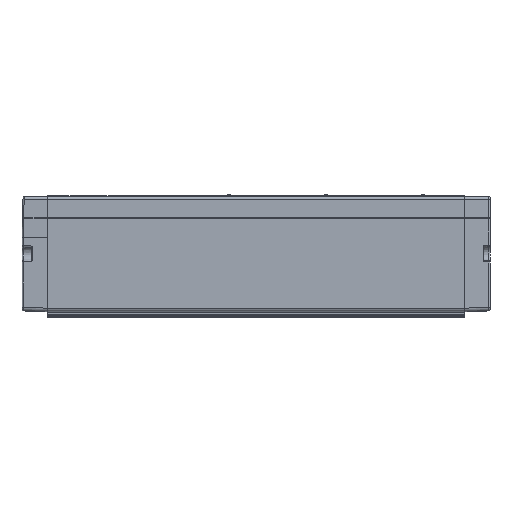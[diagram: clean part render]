
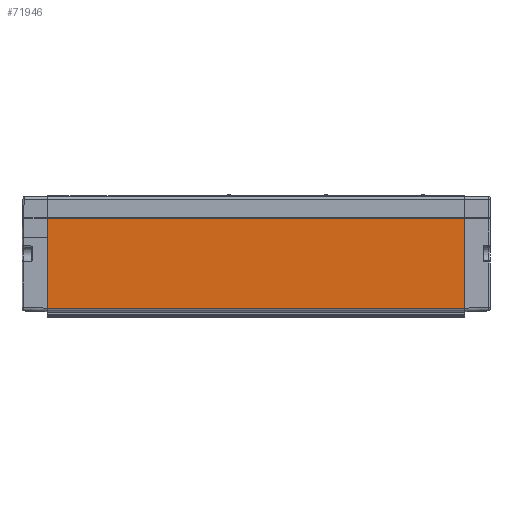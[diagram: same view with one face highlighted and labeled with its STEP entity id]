
A CAD part, front view. The second image highlights one B-rep face of the part: STEP entity #71946.
In plain terms, the highlighted planar face has unit normal (0, -1, 0).
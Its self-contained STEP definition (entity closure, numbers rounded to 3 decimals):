
#71926=AXIS2_PLACEMENT_3D('Plane Axis2P3D',#71923,#71924,#71925) ;
#69367=CARTESIAN_POINT('Vertex',(9.,-26.,3.7)) ;
#69370=CARTESIAN_POINT('Line Origine',(9.,-26.,23.15)) ;
#69374=CARTESIAN_POINT('Vertex',(9.,-26.,42.6)) ;
#71908=CARTESIAN_POINT('Vertex',(189.,-26.,3.7)) ;
#71911=CARTESIAN_POINT('Line Origine',(59.,-26.,3.7)) ;
#71923=CARTESIAN_POINT('Axis2P3D Location',(9.,-26.,2.2)) ;
#71928=CARTESIAN_POINT('Line Origine',(189.,-26.,23.15)) ;
#71932=CARTESIAN_POINT('Vertex',(189.,-26.,42.6)) ;
#71935=CARTESIAN_POINT('Line Origine',(99.,-26.,42.6)) ;
#69371=DIRECTION('Vector Direction',(0.,0.,1.)) ;
#71912=DIRECTION('Vector Direction',(1.,0.,0.)) ;
#71924=DIRECTION('Axis2P3D Direction',(0.,1.,0.)) ;
#71925=DIRECTION('Axis2P3D XDirection',(0.,0.,1.)) ;
#71929=DIRECTION('Vector Direction',(0.,0.,1.)) ;
#71936=DIRECTION('Vector Direction',(1.,0.,0.)) ;
#69372=VECTOR('Line Direction',#69371,1.) ;
#71913=VECTOR('Line Direction',#71912,1.) ;
#71930=VECTOR('Line Direction',#71929,1.) ;
#71937=VECTOR('Line Direction',#71936,1.) ;
#71941=ORIENTED_EDGE('',*,*,#71934,.T.) ;
#71942=ORIENTED_EDGE('',*,*,#71939,.F.) ;
#71943=ORIENTED_EDGE('',*,*,#69376,.T.) ;
#71944=ORIENTED_EDGE('',*,*,#71915,.T.) ;
#71946=ADVANCED_FACE('CUVE.1\\Corps principal',(#71945),#71927,.F.) ;
#69376=EDGE_CURVE('',#69375,#69368,#69373,.F.) ;
#71915=EDGE_CURVE('',#69368,#71909,#71914,.T.) ;
#71934=EDGE_CURVE('',#71909,#71933,#71931,.T.) ;
#71939=EDGE_CURVE('',#69375,#71933,#71938,.T.) ;
#71940=EDGE_LOOP('',(#71941,#71942,#71943,#71944)) ;
#71945=FACE_OUTER_BOUND('',#71940,.T.) ;
#69373=LINE('Line',#69370,#69372) ;
#71914=LINE('Line',#71911,#71913) ;
#71931=LINE('Line',#71928,#71930) ;
#71938=LINE('Line',#71935,#71937) ;
#71927=PLANE('',#71926) ;
#69368=VERTEX_POINT('',#69367) ;
#69375=VERTEX_POINT('',#69374) ;
#71909=VERTEX_POINT('',#71908) ;
#71933=VERTEX_POINT('',#71932) ;
